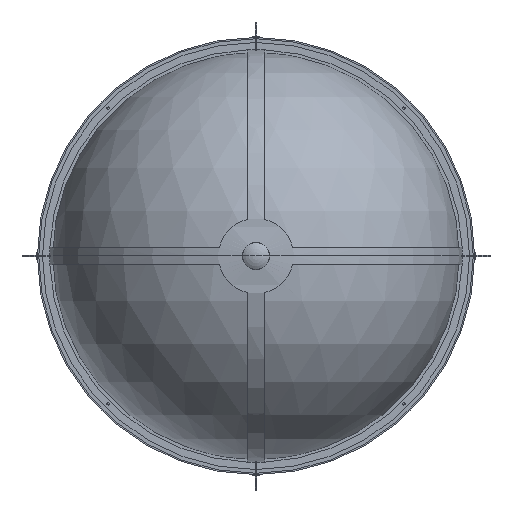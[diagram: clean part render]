
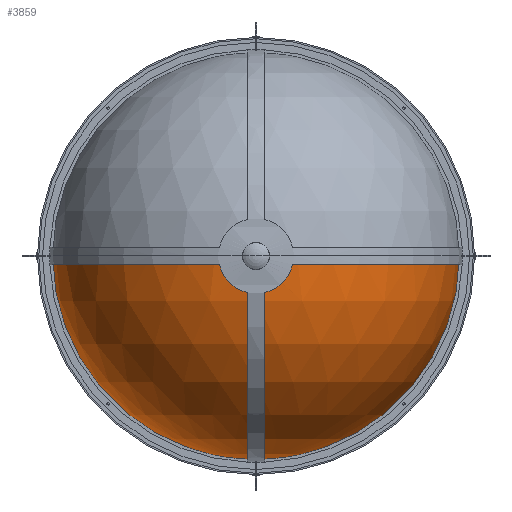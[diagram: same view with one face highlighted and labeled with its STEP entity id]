
A CAD part, front view. The second image highlights one B-rep face of the part: STEP entity #3859.
In plain terms, the highlighted spherical face has radius 297.503 mm.
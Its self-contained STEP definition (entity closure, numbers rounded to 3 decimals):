
#273 = CARTESIAN_POINT ( 'NONE',  ( -297.5, -936.465, 0. ) ) ;
#541 = DIRECTION ( 'NONE',  ( 0., 0., -1. ) ) ;
#1356 = CARTESIAN_POINT ( 'NONE',  ( -10., -1232.465, 0. ) ) ;
#1817 = CARTESIAN_POINT ( 'NONE',  ( 10., -1232.465, 0. ) ) ;
#1893 = DIRECTION ( 'NONE',  ( 0., 0., 1. ) ) ;
#1957 = CARTESIAN_POINT ( 'NONE',  ( 0., -935.13, 0. ) ) ;
#1977 = VERTEX_POINT ( 'NONE', #273 ) ;
#2385 = VERTEX_POINT ( 'NONE', #1356 ) ;
#2803 = SPHERICAL_SURFACE ( 'NONE', #8978, 297.503 ) ;
#2914 = VERTEX_POINT ( 'NONE', #1817 ) ;
#2961 = CARTESIAN_POINT ( 'NONE',  ( 0., -936.465, 0. ) ) ;
#3045 = DIRECTION ( 'NONE',  ( 0., 0., -1. ) ) ;
#3532 = ORIENTED_EDGE ( 'NONE', *, *, #9432, .T. ) ;
#3756 = DIRECTION ( 'NONE',  ( 0., 0., 1. ) ) ;
#3859 = ADVANCED_FACE ( 'NONE', ( #9574 ), #2803, .T. ) ;
#4423 = AXIS2_PLACEMENT_3D ( 'NONE', #2961, #4540, #8279 ) ;
#4540 = DIRECTION ( 'NONE',  ( 0., -1., 0. ) ) ;
#4602 = CARTESIAN_POINT ( 'NONE',  ( 0., -935.13, 0. ) ) ;
#4689 = ORIENTED_EDGE ( 'NONE', *, *, #9467, .F. ) ;
#4851 = EDGE_CURVE ( 'NONE', #5354, #2914, #6868, .T. ) ;
#5099 = DIRECTION ( 'NONE',  ( 1., 0., 0. ) ) ;
#5146 = CARTESIAN_POINT ( 'NONE',  ( 297.5, -936.465, 0. ) ) ;
#5354 = VERTEX_POINT ( 'NONE', #5146 ) ;
#5769 = AXIS2_PLACEMENT_3D ( 'NONE', #11665, #11725, #541 ) ;
#6530 = CARTESIAN_POINT ( 'NONE',  ( 0., -935.13, 0. ) ) ;
#6625 = DIRECTION ( 'NONE',  ( 1., 0., 0. ) ) ;
#6777 = AXIS2_PLACEMENT_3D ( 'NONE', #4602, #3756, #6625 ) ;
#6868 = CIRCLE ( 'NONE', #7268, 297.503 ) ;
#7101 = ORIENTED_EDGE ( 'NONE', *, *, #4851, .T. ) ;
#7268 = AXIS2_PLACEMENT_3D ( 'NONE', #1957, #3045, #7577 ) ;
#7368 = CIRCLE ( 'NONE', #6777, 297.503 ) ;
#7577 = DIRECTION ( 'NONE',  ( -1., 0., 0. ) ) ;
#7766 = CIRCLE ( 'NONE', #4423, 297.5 ) ;
#8109 = EDGE_CURVE ( 'NONE', #2385, #2914, #10443, .T. ) ;
#8279 = DIRECTION ( 'NONE',  ( 0., 0., -1. ) ) ;
#8978 = AXIS2_PLACEMENT_3D ( 'NONE', #6530, #1893, #5099 ) ;
#9158 = EDGE_LOOP ( 'NONE', ( #4689, #3532, #7101, #9601 ) ) ;
#9432 = EDGE_CURVE ( 'NONE', #1977, #5354, #7766, .T. ) ;
#9467 = EDGE_CURVE ( 'NONE', #1977, #2385, #7368, .T. ) ;
#9574 = FACE_OUTER_BOUND ( 'NONE', #9158, .T. ) ;
#9601 = ORIENTED_EDGE ( 'NONE', *, *, #8109, .F. ) ;
#10443 = CIRCLE ( 'NONE', #5769, 10. ) ;
#11665 = CARTESIAN_POINT ( 'NONE',  ( 0., -1232.465, 0. ) ) ;
#11725 = DIRECTION ( 'NONE',  ( 0., -1., 0. ) ) ;
